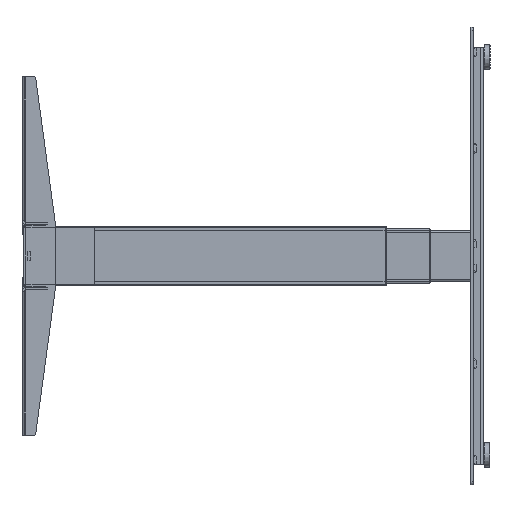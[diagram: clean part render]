
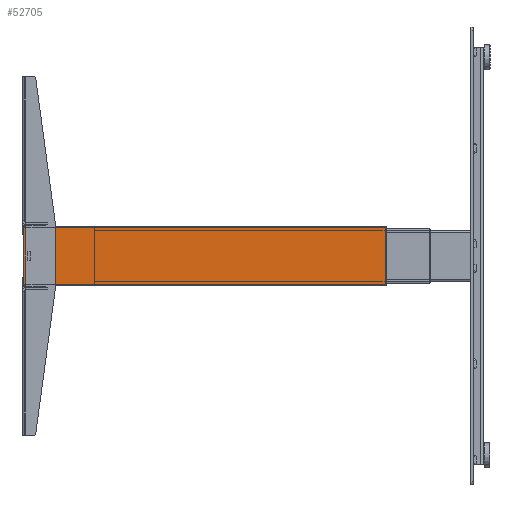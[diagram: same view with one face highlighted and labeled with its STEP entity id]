
A CAD part, left-side view. The second image highlights one B-rep face of the part: STEP entity #52705.
In plain terms, the highlighted planar face has unit normal (-1, 0, 0).
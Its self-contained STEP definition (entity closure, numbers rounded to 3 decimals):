
#185 = ORIENTED_EDGE ( 'NONE', *, *, #8599, .F. ) ;
#3461 = VERTEX_POINT ( 'NONE', #56682 ) ;
#3478 = ORIENTED_EDGE ( 'NONE', *, *, #41794, .F. ) ;
#3481 = CARTESIAN_POINT ( 'NONE',  ( -597., 157.5, -42.5 ) ) ;
#3537 = VERTEX_POINT ( 'NONE', #40908 ) ;
#4146 = CARTESIAN_POINT ( 'NONE',  ( -597., 696.5, 7. ) ) ;
#4686 = CARTESIAN_POINT ( 'NONE',  ( -597., 702.5, -42.5 ) ) ;
#5112 = ORIENTED_EDGE ( 'NONE', *, *, #11438, .T. ) ;
#5986 = CARTESIAN_POINT ( 'NONE',  ( -597., 692.5, 6.5 ) ) ;
#6341 = VECTOR ( 'NONE', #17063, 1000. ) ;
#7153 = DIRECTION ( 'NONE',  ( 0., 0., -1. ) ) ;
#7402 = ORIENTED_EDGE ( 'NONE', *, *, #78545, .F. ) ;
#8599 = EDGE_CURVE ( 'NONE', #60606, #3461, #39620, .T. ) ;
#8812 = FACE_BOUND ( 'NONE', #22405, .T. ) ;
#9351 = VERTEX_POINT ( 'NONE', #79107 ) ;
#10014 = LINE ( 'NONE', #10402, #40980 ) ;
#10402 = CARTESIAN_POINT ( 'NONE',  ( -597., 692.5, -7. ) ) ;
#10674 = CARTESIAN_POINT ( 'NONE',  ( -597., 157.5, -42.5 ) ) ;
#11299 = LINE ( 'NONE', #47639, #46357 ) ;
#11438 = EDGE_CURVE ( 'NONE', #68902, #64993, #12153, .T. ) ;
#11743 = CARTESIAN_POINT ( 'NONE',  ( -597., 697., -6.5 ) ) ;
#12070 = AXIS2_PLACEMENT_3D ( 'NONE', #33032, #21332, #76693 ) ;
#12153 = LINE ( 'NONE', #36774, #38674 ) ;
#12332 = LINE ( 'NONE', #4686, #37923 ) ;
#12560 = DIRECTION ( 'NONE',  ( 0., 1., 0. ) ) ;
#12946 = DIRECTION ( 'NONE',  ( 0., 0., 1. ) ) ;
#13234 = CARTESIAN_POINT ( 'NONE',  ( -597., 696.5, 6.5 ) ) ;
#15960 = LINE ( 'NONE', #33300, #56845 ) ;
#17063 = DIRECTION ( 'NONE',  ( 0., 1., 0. ) ) ;
#21028 = EDGE_CURVE ( 'NONE', #30991, #3537, #34110, .T. ) ;
#21076 = EDGE_CURVE ( 'NONE', #3537, #9351, #48489, .T. ) ;
#21332 = DIRECTION ( 'NONE',  ( 1., 0., 0. ) ) ;
#22003 = EDGE_CURVE ( 'NONE', #9351, #62685, #61334, .T. ) ;
#22403 = DIRECTION ( 'NONE',  ( 0., 0., -1. ) ) ;
#22405 = EDGE_LOOP ( 'NONE', ( #7402, #185, #61251, #48501, #68399, #60332, #58912, #34961 ) ) ;
#23503 = LINE ( 'NONE', #4146, #6341 ) ;
#25041 = DIRECTION ( 'NONE',  ( -1., 0., 0. ) ) ;
#25474 = EDGE_CURVE ( 'NONE', #62685, #44609, #10014, .T. ) ;
#27496 = CARTESIAN_POINT ( 'NONE',  ( -597., 157.5, 42.5 ) ) ;
#28003 = AXIS2_PLACEMENT_3D ( 'NONE', #73765, #73361, #61199 ) ;
#28217 = VECTOR ( 'NONE', #22403, 1000. ) ;
#29292 = DIRECTION ( 'NONE',  ( 0., 0., 1. ) ) ;
#29913 = EDGE_CURVE ( 'NONE', #68902, #33101, #40971, .T. ) ;
#30991 = VERTEX_POINT ( 'NONE', #78061 ) ;
#33032 = CARTESIAN_POINT ( 'NONE',  ( -597., 157.5, -42.5 ) ) ;
#33101 = VERTEX_POINT ( 'NONE', #3481 ) ;
#33300 = CARTESIAN_POINT ( 'NONE',  ( -597., 692., 6.5 ) ) ;
#33419 = PLANE ( 'NONE',  #12070 ) ;
#34110 = CIRCLE ( 'NONE', #39294, 0.5 ) ;
#34622 = FACE_OUTER_BOUND ( 'NONE', #49149, .T. ) ;
#34961 = ORIENTED_EDGE ( 'NONE', *, *, #21028, .F. ) ;
#36774 = CARTESIAN_POINT ( 'NONE',  ( -597., 157.5, 42.5 ) ) ;
#37092 = ORIENTED_EDGE ( 'NONE', *, *, #29913, .F. ) ;
#37738 = VERTEX_POINT ( 'NONE', #46180 ) ;
#37923 = VECTOR ( 'NONE', #29292, 1000. ) ;
#38413 = DIRECTION ( 'NONE',  ( 0., -1., 0. ) ) ;
#38667 = DIRECTION ( 'NONE',  ( 0., 0., 1. ) ) ;
#38674 = VECTOR ( 'NONE', #12560, 1000. ) ;
#39098 = CARTESIAN_POINT ( 'NONE',  ( -597., 702.5, -42.5 ) ) ;
#39294 = AXIS2_PLACEMENT_3D ( 'NONE', #13234, #44714, #57200 ) ;
#39620 = CIRCLE ( 'NONE', #71940, 0.5 ) ;
#40688 = AXIS2_PLACEMENT_3D ( 'NONE', #55326, #25041, #12946 ) ;
#40908 = CARTESIAN_POINT ( 'NONE',  ( -597., 697., 6.5 ) ) ;
#40971 = LINE ( 'NONE', #10674, #28217 ) ;
#40980 = VECTOR ( 'NONE', #38413, 1000. ) ;
#41794 = EDGE_CURVE ( 'NONE', #51516, #64993, #12332, .T. ) ;
#44609 = VERTEX_POINT ( 'NONE', #58808 ) ;
#44714 = DIRECTION ( 'NONE',  ( -1., 0., 0. ) ) ;
#45124 = DIRECTION ( 'NONE',  ( -1., 0., 0. ) ) ;
#45957 = ORIENTED_EDGE ( 'NONE', *, *, #78866, .F. ) ;
#46180 = CARTESIAN_POINT ( 'NONE',  ( -597., 692., -6.5 ) ) ;
#46251 = DIRECTION ( 'NONE',  ( 0., 0., 1. ) ) ;
#46357 = VECTOR ( 'NONE', #59750, 1000. ) ;
#47639 = CARTESIAN_POINT ( 'NONE',  ( -597., 157.5, -42.5 ) ) ;
#48229 = EDGE_CURVE ( 'NONE', #37738, #60606, #15960, .T. ) ;
#48489 = LINE ( 'NONE', #11743, #70287 ) ;
#48501 = ORIENTED_EDGE ( 'NONE', *, *, #58270, .F. ) ;
#49149 = EDGE_LOOP ( 'NONE', ( #5112, #3478, #45957, #37092 ) ) ;
#50370 = CARTESIAN_POINT ( 'NONE',  ( -597., 702.5, 42.5 ) ) ;
#51516 = VERTEX_POINT ( 'NONE', #39098 ) ;
#52705 = ADVANCED_FACE ( 'NONE', ( #8812, #34622 ), #33419, .F. ) ;
#55326 = CARTESIAN_POINT ( 'NONE',  ( -597., 696.5, -6.5 ) ) ;
#56682 = CARTESIAN_POINT ( 'NONE',  ( -597., 692.5, 7. ) ) ;
#56845 = VECTOR ( 'NONE', #46251, 1000. ) ;
#57200 = DIRECTION ( 'NONE',  ( 0., 0., 1. ) ) ;
#58270 = EDGE_CURVE ( 'NONE', #44609, #37738, #62845, .T. ) ;
#58808 = CARTESIAN_POINT ( 'NONE',  ( -597., 692.5, -7. ) ) ;
#58912 = ORIENTED_EDGE ( 'NONE', *, *, #21076, .F. ) ;
#59750 = DIRECTION ( 'NONE',  ( 0., 1., 0. ) ) ;
#60332 = ORIENTED_EDGE ( 'NONE', *, *, #22003, .F. ) ;
#60606 = VERTEX_POINT ( 'NONE', #75253 ) ;
#61199 = DIRECTION ( 'NONE',  ( 0., 0., 1. ) ) ;
#61251 = ORIENTED_EDGE ( 'NONE', *, *, #48229, .F. ) ;
#61334 = CIRCLE ( 'NONE', #40688, 0.5 ) ;
#62685 = VERTEX_POINT ( 'NONE', #79105 ) ;
#62845 = CIRCLE ( 'NONE', #28003, 0.5 ) ;
#64993 = VERTEX_POINT ( 'NONE', #50370 ) ;
#68399 = ORIENTED_EDGE ( 'NONE', *, *, #25474, .F. ) ;
#68902 = VERTEX_POINT ( 'NONE', #27496 ) ;
#70287 = VECTOR ( 'NONE', #7153, 1000. ) ;
#71940 = AXIS2_PLACEMENT_3D ( 'NONE', #5986, #45124, #38667 ) ;
#73361 = DIRECTION ( 'NONE',  ( -1., 0., 0. ) ) ;
#73765 = CARTESIAN_POINT ( 'NONE',  ( -597., 692.5, -6.5 ) ) ;
#75253 = CARTESIAN_POINT ( 'NONE',  ( -597., 692., 6.5 ) ) ;
#76693 = DIRECTION ( 'NONE',  ( 0., 0., -1. ) ) ;
#78061 = CARTESIAN_POINT ( 'NONE',  ( -597., 696.5, 7. ) ) ;
#78545 = EDGE_CURVE ( 'NONE', #3461, #30991, #23503, .T. ) ;
#78866 = EDGE_CURVE ( 'NONE', #33101, #51516, #11299, .T. ) ;
#79105 = CARTESIAN_POINT ( 'NONE',  ( -597., 696.5, -7. ) ) ;
#79107 = CARTESIAN_POINT ( 'NONE',  ( -597., 697., -6.5 ) ) ;
